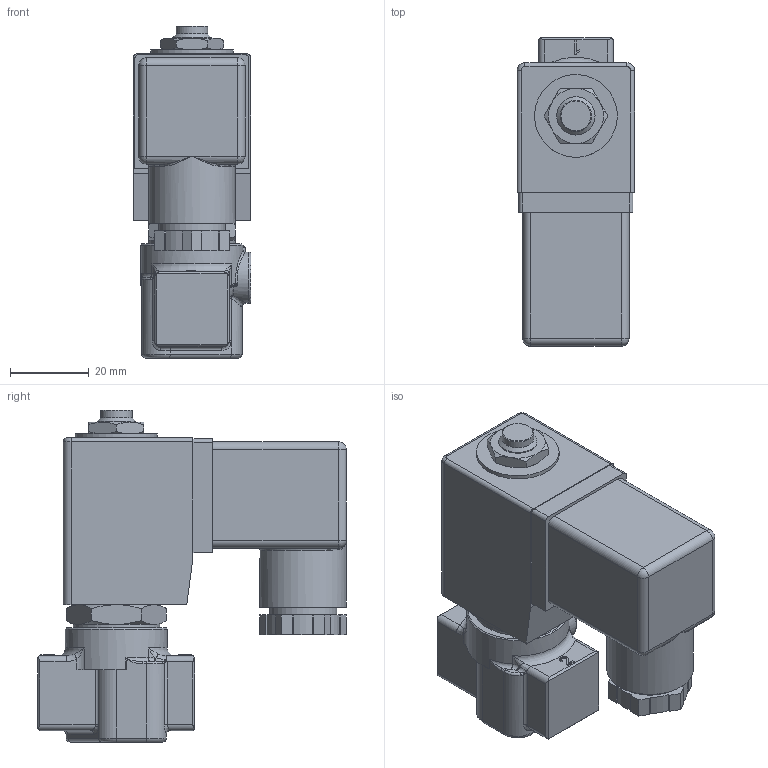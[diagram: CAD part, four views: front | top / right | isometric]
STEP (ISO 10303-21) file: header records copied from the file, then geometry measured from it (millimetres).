
FILE_DESCRIPTION(/* description */ ('2/2 direktgest. Magnetventil - step'),/* implementation_level */ '2;1');
FILE_NAME(/* name */ '052.001646_A5244-1002-.032.stp',/* time_stamp */ '2018-04-20T11:26:57+02:00',/* author */ ('EFast'),/* organization */ (''),/* preprocessor_version */ 'ST-DEVELOPER v16.1',/* originating_system */ 'Autodesk Inventor 2016',/* authorisation */ '');
FILE_SCHEMA (('AUTOMOTIVE_DESIGN { 1 0 10303 214 3 1 1 }'));
Length unit declared in the file: millimetre
Products named in the file (1): 88-001141
Bounding box: 29.95 x 78.5 x 84.4 mm (x, y, z)
Volume: 103048.3 mm3; surface area: 17615.7 mm2
Topology: 1 solids, 1 shells, 270 faces, 667 edges, 396 vertices
Faces by surface type: plane 105, cylinder 65, bspline 49, cone 27, torus 19, sphere 5
Full cylindrical faces by diameter (mm): 8 x1, 9.73 x1, 13 x1, 17 x1, 21 x1, 22 x2
Entity records: 8800 total; most frequent: CARTESIAN_POINT 2903, ORIENTED_EDGE 1276, DIRECTION 1140, EDGE_CURVE 638, AXIS2_PLACEMENT_3D 429, VERTEX_POINT 392, EDGE_LOOP 292, LINE 282
